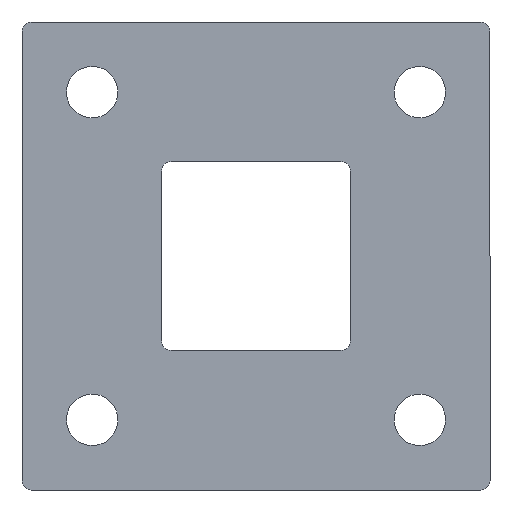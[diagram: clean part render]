
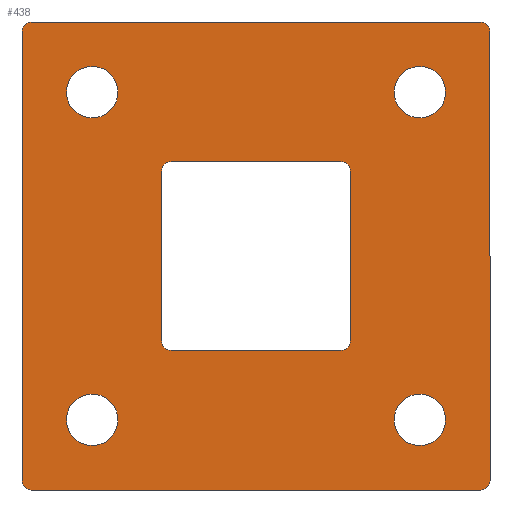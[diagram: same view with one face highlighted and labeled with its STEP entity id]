
A CAD part, front view. The second image highlights one B-rep face of the part: STEP entity #438.
In plain terms, the highlighted planar face has unit normal (0, -1, 0).
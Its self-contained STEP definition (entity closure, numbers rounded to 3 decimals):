
#20=FACE_BOUND('',#84,.T.);
#21=FACE_BOUND('',#85,.T.);
#22=FACE_BOUND('',#86,.T.);
#23=FACE_BOUND('',#87,.T.);
#24=FACE_BOUND('',#88,.T.);
#34=PLANE('',#507);
#56=FACE_OUTER_BOUND('',#83,.T.);
#83=EDGE_LOOP('',(#385,#386,#387,#388,#389,#390,#391,#392));
#84=EDGE_LOOP('',(#393));
#85=EDGE_LOOP('',(#394));
#86=EDGE_LOOP('',(#395));
#87=EDGE_LOOP('',(#396,#397,#398,#399,#400,#401,#402,#403));
#88=EDGE_LOOP('',(#404));
#90=LINE('',#648,#126);
#95=LINE('',#662,#131);
#99=LINE('',#674,#135);
#103=LINE('',#686,#139);
#111=LINE('',#722,#147);
#115=LINE('',#734,#151);
#119=LINE('',#746,#155);
#123=LINE('',#757,#159);
#126=VECTOR('',#519,10.);
#131=VECTOR('',#532,10.);
#135=VECTOR('',#544,10.);
#139=VECTOR('',#556,10.);
#147=VECTOR('',#596,10.);
#151=VECTOR('',#608,10.);
#155=VECTOR('',#620,10.);
#159=VECTOR('',#632,10.);
#162=CIRCLE('',#464,5.5);
#163=CIRCLE('',#467,2.);
#165=CIRCLE('',#471,2.);
#167=CIRCLE('',#475,2.);
#169=CIRCLE('',#479,2.);
#172=CIRCLE('',#483,5.5);
#174=CIRCLE('',#486,5.5);
#176=CIRCLE('',#489,5.5);
#177=CIRCLE('',#491,2.);
#179=CIRCLE('',#495,2.);
#181=CIRCLE('',#499,2.);
#183=CIRCLE('',#503,2.);
#186=VERTEX_POINT('',#642);
#187=VERTEX_POINT('',#646);
#188=VERTEX_POINT('',#647);
#191=VERTEX_POINT('',#655);
#193=VERTEX_POINT('',#661);
#195=VERTEX_POINT('',#667);
#197=VERTEX_POINT('',#673);
#199=VERTEX_POINT('',#679);
#201=VERTEX_POINT('',#685);
#204=VERTEX_POINT('',#696);
#206=VERTEX_POINT('',#702);
#208=VERTEX_POINT('',#708);
#209=VERTEX_POINT('',#712);
#210=VERTEX_POINT('',#713);
#213=VERTEX_POINT('',#721);
#215=VERTEX_POINT('',#727);
#217=VERTEX_POINT('',#733);
#219=VERTEX_POINT('',#739);
#221=VERTEX_POINT('',#745);
#223=VERTEX_POINT('',#751);
#227=EDGE_CURVE('',#186,#186,#162,.T.);
#228=EDGE_CURVE('',#187,#188,#90,.T.);
#232=EDGE_CURVE('',#191,#187,#163,.T.);
#235=EDGE_CURVE('',#193,#191,#95,.T.);
#238=EDGE_CURVE('',#195,#193,#165,.T.);
#241=EDGE_CURVE('',#197,#195,#99,.T.);
#244=EDGE_CURVE('',#199,#197,#167,.T.);
#247=EDGE_CURVE('',#201,#199,#103,.T.);
#250=EDGE_CURVE('',#188,#201,#169,.T.);
#254=EDGE_CURVE('',#204,#204,#172,.T.);
#257=EDGE_CURVE('',#206,#206,#174,.T.);
#260=EDGE_CURVE('',#208,#208,#176,.T.);
#261=EDGE_CURVE('',#209,#210,#177,.T.);
#265=EDGE_CURVE('',#213,#209,#111,.T.);
#268=EDGE_CURVE('',#215,#213,#179,.T.);
#271=EDGE_CURVE('',#217,#215,#115,.T.);
#274=EDGE_CURVE('',#219,#217,#181,.T.);
#277=EDGE_CURVE('',#221,#219,#119,.T.);
#280=EDGE_CURVE('',#223,#221,#183,.T.);
#283=EDGE_CURVE('',#210,#223,#123,.T.);
#385=ORIENTED_EDGE('',*,*,#283,.F.);
#386=ORIENTED_EDGE('',*,*,#261,.F.);
#387=ORIENTED_EDGE('',*,*,#265,.F.);
#388=ORIENTED_EDGE('',*,*,#268,.F.);
#389=ORIENTED_EDGE('',*,*,#271,.F.);
#390=ORIENTED_EDGE('',*,*,#274,.F.);
#391=ORIENTED_EDGE('',*,*,#277,.F.);
#392=ORIENTED_EDGE('',*,*,#280,.F.);
#393=ORIENTED_EDGE('',*,*,#260,.F.);
#394=ORIENTED_EDGE('',*,*,#257,.F.);
#395=ORIENTED_EDGE('',*,*,#254,.F.);
#396=ORIENTED_EDGE('',*,*,#250,.F.);
#397=ORIENTED_EDGE('',*,*,#228,.F.);
#398=ORIENTED_EDGE('',*,*,#232,.F.);
#399=ORIENTED_EDGE('',*,*,#235,.F.);
#400=ORIENTED_EDGE('',*,*,#238,.F.);
#401=ORIENTED_EDGE('',*,*,#241,.F.);
#402=ORIENTED_EDGE('',*,*,#244,.F.);
#403=ORIENTED_EDGE('',*,*,#247,.F.);
#404=ORIENTED_EDGE('',*,*,#227,.F.);
#438=ADVANCED_FACE('',(#56,#20,#21,#22,#23,#24),#34,.F.);
#464=AXIS2_PLACEMENT_3D('',#644,#515,#516);
#467=AXIS2_PLACEMENT_3D('',#656,#525,#526);
#471=AXIS2_PLACEMENT_3D('',#668,#537,#538);
#475=AXIS2_PLACEMENT_3D('',#680,#549,#550);
#479=AXIS2_PLACEMENT_3D('',#691,#561,#562);
#483=AXIS2_PLACEMENT_3D('',#698,#570,#571);
#486=AXIS2_PLACEMENT_3D('',#704,#577,#578);
#489=AXIS2_PLACEMENT_3D('',#710,#584,#585);
#491=AXIS2_PLACEMENT_3D('',#714,#588,#589);
#495=AXIS2_PLACEMENT_3D('',#728,#601,#602);
#499=AXIS2_PLACEMENT_3D('',#740,#613,#614);
#503=AXIS2_PLACEMENT_3D('',#752,#625,#626);
#507=AXIS2_PLACEMENT_3D('',#760,#636,#637);
#515=DIRECTION('center_axis',(0.,-1.,0.));
#516=DIRECTION('ref_axis',(1.,0.,0.));
#519=DIRECTION('',(-1.,0.,0.));
#525=DIRECTION('center_axis',(0.,-1.,0.));
#526=DIRECTION('ref_axis',(0.,0.,-1.));
#532=DIRECTION('',(0.,0.,1.));
#537=DIRECTION('center_axis',(0.,-1.,0.));
#538=DIRECTION('ref_axis',(-1.,0.,0.));
#544=DIRECTION('',(1.,0.,0.));
#549=DIRECTION('center_axis',(0.,-1.,0.));
#550=DIRECTION('ref_axis',(0.,0.,1.));
#556=DIRECTION('',(0.,0.,-1.));
#561=DIRECTION('center_axis',(0.,-1.,0.));
#562=DIRECTION('ref_axis',(1.,0.,0.));
#570=DIRECTION('center_axis',(0.,-1.,0.));
#571=DIRECTION('ref_axis',(1.,0.,0.));
#577=DIRECTION('center_axis',(0.,-1.,0.));
#578=DIRECTION('ref_axis',(1.,0.,0.));
#584=DIRECTION('center_axis',(0.,-1.,0.));
#585=DIRECTION('ref_axis',(1.,0.,0.));
#588=DIRECTION('center_axis',(0.,1.,0.));
#589=DIRECTION('ref_axis',(1.,0.,0.));
#596=DIRECTION('',(0.,0.,-1.));
#601=DIRECTION('center_axis',(0.,1.,0.));
#602=DIRECTION('ref_axis',(0.,0.,1.));
#608=DIRECTION('',(1.,0.,0.));
#613=DIRECTION('center_axis',(0.,1.,0.));
#614=DIRECTION('ref_axis',(-1.,0.,0.));
#620=DIRECTION('',(0.,0.,1.));
#625=DIRECTION('center_axis',(0.,1.,0.));
#626=DIRECTION('ref_axis',(0.,0.,-1.));
#632=DIRECTION('',(-1.,0.,0.));
#636=DIRECTION('center_axis',(0.,1.,0.));
#637=DIRECTION('ref_axis',(0.,0.,1.));
#642=CARTESIAN_POINT('',(-20.5,0.,-15.));
#644=CARTESIAN_POINT('Origin',(-15.,0.,-15.));
#646=CARTESIAN_POINT('',(-31.85,0.,-29.85));
#647=CARTESIAN_POINT('',(-68.15,0.,-29.85));
#648=CARTESIAN_POINT('',(-31.85,0.,-29.85));
#655=CARTESIAN_POINT('',(-29.85,0.,-31.85));
#656=CARTESIAN_POINT('Origin',(-31.85,0.,-31.85));
#661=CARTESIAN_POINT('',(-29.85,0.,-68.15));
#662=CARTESIAN_POINT('',(-29.85,0.,-68.15));
#667=CARTESIAN_POINT('',(-31.85,0.,-70.15));
#668=CARTESIAN_POINT('Origin',(-31.85,0.,-68.15));
#673=CARTESIAN_POINT('',(-68.15,0.,-70.15));
#674=CARTESIAN_POINT('',(-68.15,0.,-70.15));
#679=CARTESIAN_POINT('',(-70.15,0.,-68.15));
#680=CARTESIAN_POINT('Origin',(-68.15,0.,-68.15));
#685=CARTESIAN_POINT('',(-70.15,0.,-31.85));
#686=CARTESIAN_POINT('',(-70.15,0.,-31.85));
#691=CARTESIAN_POINT('Origin',(-68.15,0.,-31.85));
#696=CARTESIAN_POINT('',(-90.5,0.,-15.));
#698=CARTESIAN_POINT('Origin',(-85.,0.,-15.));
#702=CARTESIAN_POINT('',(-90.5,0.,-85.));
#704=CARTESIAN_POINT('Origin',(-85.,0.,-85.));
#708=CARTESIAN_POINT('',(-20.5,0.,-85.));
#710=CARTESIAN_POINT('Origin',(-15.,0.,-85.));
#712=CARTESIAN_POINT('',(0.,0.,-98.));
#713=CARTESIAN_POINT('',(-2.,0.,-100.));
#714=CARTESIAN_POINT('Origin',(-2.,0.,-98.));
#721=CARTESIAN_POINT('',(0.,0.,-2.));
#722=CARTESIAN_POINT('',(0.,0.,-2.));
#727=CARTESIAN_POINT('',(-2.,0.,0.));
#728=CARTESIAN_POINT('Origin',(-2.,0.,-2.));
#733=CARTESIAN_POINT('',(-98.,0.,0.));
#734=CARTESIAN_POINT('',(-98.,0.,0.));
#739=CARTESIAN_POINT('',(-100.,0.,-2.));
#740=CARTESIAN_POINT('Origin',(-98.,0.,-2.));
#745=CARTESIAN_POINT('',(-100.,0.,-98.));
#746=CARTESIAN_POINT('',(-100.,0.,-98.));
#751=CARTESIAN_POINT('',(-98.,0.,-100.));
#752=CARTESIAN_POINT('Origin',(-98.,0.,-98.));
#757=CARTESIAN_POINT('',(-2.,0.,-100.));
#760=CARTESIAN_POINT('Origin',(-50.,0.,-50.));
